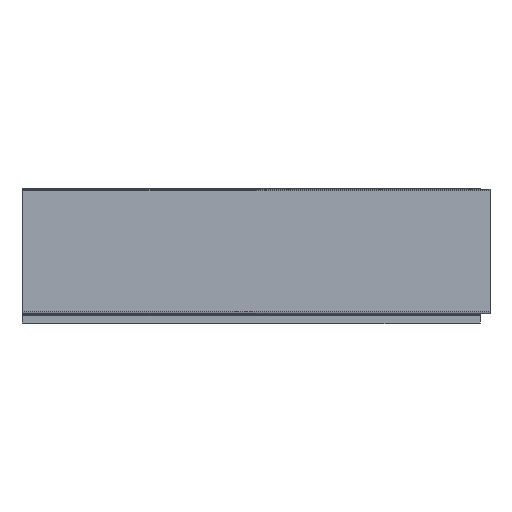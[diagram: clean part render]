
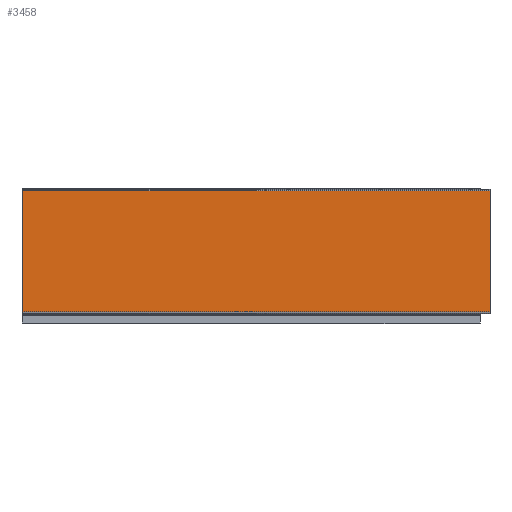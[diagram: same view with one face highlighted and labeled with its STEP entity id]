
A CAD part, top view. The second image highlights one B-rep face of the part: STEP entity #3458.
In plain terms, the highlighted planar face has unit normal (0, 0, 1).
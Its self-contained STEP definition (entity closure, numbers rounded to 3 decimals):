
#45 = CARTESIAN_POINT ( 'NONE',  ( 980., 0., -712. ) ) ;
#138 = VERTEX_POINT ( 'NONE', #1873 ) ;
#360 = DIRECTION ( 'NONE',  ( 0., -1., 0. ) ) ;
#417 = VECTOR ( 'NONE', #3823, 1000. ) ;
#553 = DIRECTION ( 'NONE',  ( 0., -1., 0. ) ) ;
#863 = VERTEX_POINT ( 'NONE', #2640 ) ;
#1067 = DIRECTION ( 'NONE',  ( 0., 0., -1. ) ) ;
#1148 = LINE ( 'NONE', #2483, #417 ) ;
#1274 = CARTESIAN_POINT ( 'NONE',  ( 0., -3.5, -712. ) ) ;
#1295 = CARTESIAN_POINT ( 'NONE',  ( 0., 0., -712. ) ) ;
#1521 = VECTOR ( 'NONE', #553, 1000. ) ;
#1557 = VECTOR ( 'NONE', #360, 1000. ) ;
#1664 = PLANE ( 'NONE',  #3920 ) ;
#1720 = EDGE_CURVE ( 'NONE', #4094, #3884, #2327, .T. ) ;
#1741 = ORIENTED_EDGE ( 'NONE', *, *, #1720, .T. ) ;
#1805 = CARTESIAN_POINT ( 'NONE',  ( 980., -257.5, -712. ) ) ;
#1873 = CARTESIAN_POINT ( 'NONE',  ( 980., -257.5, -712. ) ) ;
#1994 = FACE_OUTER_BOUND ( 'NONE', #2091, .T. ) ;
#2091 = EDGE_LOOP ( 'NONE', ( #1741, #3931, #2992, #3970 ) ) ;
#2225 = EDGE_CURVE ( 'NONE', #863, #138, #2933, .T. ) ;
#2327 = LINE ( 'NONE', #1295, #1521 ) ;
#2483 = CARTESIAN_POINT ( 'NONE',  ( 980., -3.5, -712. ) ) ;
#2522 = VECTOR ( 'NONE', #4120, 1000. ) ;
#2640 = CARTESIAN_POINT ( 'NONE',  ( 980., -3.5, -712. ) ) ;
#2883 = LINE ( 'NONE', #1805, #2522 ) ;
#2933 = LINE ( 'NONE', #3613, #1557 ) ;
#2992 = ORIENTED_EDGE ( 'NONE', *, *, #2225, .F. ) ;
#3412 = DIRECTION ( 'NONE',  ( -1., 0., 0. ) ) ;
#3458 = ADVANCED_FACE ( 'NONE', ( #1994 ), #1664, .F. ) ;
#3492 = EDGE_CURVE ( 'NONE', #138, #3884, #2883, .T. ) ;
#3598 = EDGE_CURVE ( 'NONE', #863, #4094, #1148, .T. ) ;
#3613 = CARTESIAN_POINT ( 'NONE',  ( 980., 0., -712. ) ) ;
#3823 = DIRECTION ( 'NONE',  ( -1., 0., 0. ) ) ;
#3884 = VERTEX_POINT ( 'NONE', #4197 ) ;
#3920 = AXIS2_PLACEMENT_3D ( 'NONE', #45, #1067, #3412 ) ;
#3931 = ORIENTED_EDGE ( 'NONE', *, *, #3492, .F. ) ;
#3970 = ORIENTED_EDGE ( 'NONE', *, *, #3598, .T. ) ;
#4094 = VERTEX_POINT ( 'NONE', #1274 ) ;
#4120 = DIRECTION ( 'NONE',  ( -1., 0., 0. ) ) ;
#4197 = CARTESIAN_POINT ( 'NONE',  ( 0., -257.5, -712. ) ) ;
